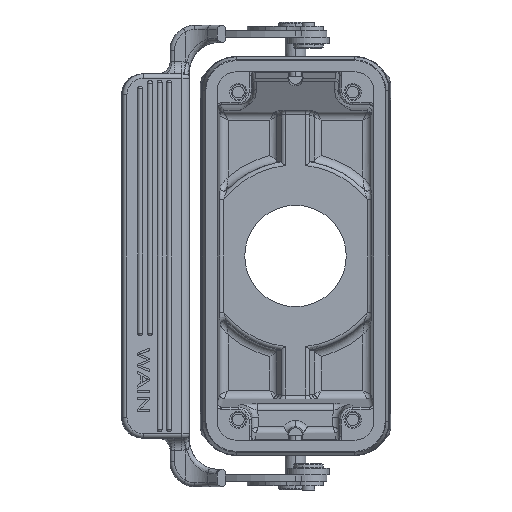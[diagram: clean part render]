
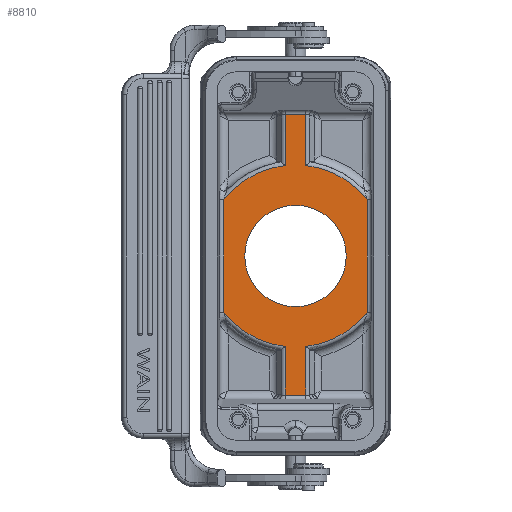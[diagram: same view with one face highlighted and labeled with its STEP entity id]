
A CAD part, front view. The second image highlights one B-rep face of the part: STEP entity #8810.
In plain terms, the highlighted planar face has unit normal (0, -1, 0).
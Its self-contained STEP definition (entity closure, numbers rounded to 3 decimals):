
#7775=PLANE('',#33499);
#8391=FACE_BOUND('',#12482,.T.);
#8392=FACE_BOUND('',#12483,.T.);
#8810=ADVANCED_FACE('',(#8391,#8392),#7775,.F.);
#12482=EDGE_LOOP('',(#16361));
#12483=EDGE_LOOP('',(#16362,#16363,#16364,#16365,#16366,#16367,#16368,#16369,
#16370,#16371,#16372,#16373));
#14179=CIRCLE('',#33493,21.551);
#14180=CIRCLE('',#33495,12.);
#14181=CIRCLE('',#33496,21.551);
#14182=CIRCLE('',#33497,21.551);
#14183=CIRCLE('',#33498,21.551);
#16361=ORIENTED_EDGE('',*,*,#26430,.T.);
#16362=ORIENTED_EDGE('',*,*,#26431,.T.);
#16363=ORIENTED_EDGE('',*,*,#26432,.T.);
#16364=ORIENTED_EDGE('',*,*,#26433,.F.);
#16365=ORIENTED_EDGE('',*,*,#26434,.T.);
#16366=ORIENTED_EDGE('',*,*,#26429,.F.);
#16367=ORIENTED_EDGE('',*,*,#26435,.T.);
#16368=ORIENTED_EDGE('',*,*,#26401,.T.);
#16369=ORIENTED_EDGE('',*,*,#26436,.T.);
#16370=ORIENTED_EDGE('',*,*,#26437,.F.);
#16371=ORIENTED_EDGE('',*,*,#26438,.T.);
#16372=ORIENTED_EDGE('',*,*,#26439,.F.);
#16373=ORIENTED_EDGE('',*,*,#26440,.T.);
#23513=VERTEX_POINT('',#45714);
#23514=VERTEX_POINT('',#45721);
#23529=VERTEX_POINT('',#45903);
#23531=VERTEX_POINT('',#45913);
#23532=VERTEX_POINT('',#45917);
#23533=VERTEX_POINT('',#45919);
#23534=VERTEX_POINT('',#45920);
#23535=VERTEX_POINT('',#45922);
#23536=VERTEX_POINT('',#45924);
#23537=VERTEX_POINT('',#45928);
#23538=VERTEX_POINT('',#45930);
#23539=VERTEX_POINT('',#45932);
#23540=VERTEX_POINT('',#45934);
#26401=EDGE_CURVE('',#23514,#23513,#29847,.T.);
#26429=EDGE_CURVE('',#23531,#23529,#14179,.T.);
#26430=EDGE_CURVE('',#23532,#23532,#14180,.T.);
#26431=EDGE_CURVE('',#23533,#23534,#29853,.T.);
#26432=EDGE_CURVE('',#23534,#23535,#29854,.T.);
#26433=EDGE_CURVE('',#23536,#23535,#14181,.T.);
#26434=EDGE_CURVE('',#23536,#23529,#29855,.T.);
#26435=EDGE_CURVE('',#23531,#23514,#29856,.T.);
#26436=EDGE_CURVE('',#23513,#23537,#29857,.T.);
#26437=EDGE_CURVE('',#23538,#23537,#14182,.T.);
#26438=EDGE_CURVE('',#23538,#23539,#29858,.T.);
#26439=EDGE_CURVE('',#23540,#23539,#14183,.T.);
#26440=EDGE_CURVE('',#23540,#23533,#29859,.T.);
#29847=LINE('',#45720,#31571);
#29853=LINE('',#45918,#31577);
#29854=LINE('',#45921,#31578);
#29855=LINE('',#45925,#31579);
#29856=LINE('',#45926,#31580);
#29857=LINE('',#45927,#31581);
#29858=LINE('',#45931,#31582);
#29859=LINE('',#45935,#31583);
#31571=VECTOR('',#36736,1.);
#31577=VECTOR('',#36772,1.);
#31578=VECTOR('',#36773,1.);
#31579=VECTOR('',#36776,1.);
#31580=VECTOR('',#36777,1.);
#31581=VECTOR('',#36778,1.);
#31582=VECTOR('',#36781,1.);
#31583=VECTOR('',#36784,1.);
#33493=AXIS2_PLACEMENT_3D('',#45914,#36766,#36767);
#33495=AXIS2_PLACEMENT_3D('',#45916,#36770,#36771);
#33496=AXIS2_PLACEMENT_3D('',#45923,#36774,#36775);
#33497=AXIS2_PLACEMENT_3D('',#45929,#36779,#36780);
#33498=AXIS2_PLACEMENT_3D('',#45933,#36782,#36783);
#33499=AXIS2_PLACEMENT_3D('',#45936,#36785,#36786);
#36736=DIRECTION('',(-1.,0.,0.));
#36766=DIRECTION('',(0.,1.,0.));
#36767=DIRECTION('',(0.114,0.,0.993));
#36770=DIRECTION('',(0.,1.,0.));
#36771=DIRECTION('',(0.,0.,1.));
#36772=DIRECTION('',(1.,0.,0.));
#36773=DIRECTION('',(0.,0.,1.));
#36774=DIRECTION('',(0.,1.,0.));
#36775=DIRECTION('',(0.788,0.,-0.616));
#36776=DIRECTION('',(0.,0.,1.));
#36777=DIRECTION('',(0.,0.,1.));
#36778=DIRECTION('',(0.,0.,-1.));
#36779=DIRECTION('',(0.,1.,0.));
#36780=DIRECTION('',(-0.788,0.,0.616));
#36781=DIRECTION('',(0.,0.,-1.));
#36782=DIRECTION('',(0.,1.,0.));
#36783=DIRECTION('',(-0.114,0.,-0.993));
#36784=DIRECTION('',(0.,0.,-1.));
#36785=DIRECTION('',(0.,1.,0.));
#36786=DIRECTION('',(0.,0.,-1.));
#45714=CARTESIAN_POINT('',(-2.465,15.415,33.528));
#45720=CARTESIAN_POINT('',(2.465,15.415,33.528));
#45721=CARTESIAN_POINT('',(2.465,15.415,33.528));
#45903=CARTESIAN_POINT('',(16.978,15.415,13.274));
#45913=CARTESIAN_POINT('',(2.465,15.415,21.41));
#45914=CARTESIAN_POINT('',(0.,15.415,0.));
#45916=CARTESIAN_POINT('',(0.,15.415,0.));
#45917=CARTESIAN_POINT('',(0.,15.415,12.));
#45918=CARTESIAN_POINT('',(-2.465,15.415,-32.897));
#45919=CARTESIAN_POINT('',(-2.465,15.415,-32.897));
#45920=CARTESIAN_POINT('',(2.465,15.415,-32.897));
#45921=CARTESIAN_POINT('',(2.465,15.415,-32.897));
#45922=CARTESIAN_POINT('',(2.465,15.415,-21.41));
#45923=CARTESIAN_POINT('',(0.,15.415,0.));
#45924=CARTESIAN_POINT('',(16.978,15.415,-13.274));
#45925=CARTESIAN_POINT('',(16.978,15.415,-13.274));
#45926=CARTESIAN_POINT('',(2.465,15.415,21.41));
#45927=CARTESIAN_POINT('',(-2.465,15.415,33.528));
#45928=CARTESIAN_POINT('',(-2.465,15.415,21.41));
#45929=CARTESIAN_POINT('',(0.,15.415,0.));
#45930=CARTESIAN_POINT('',(-16.978,15.415,13.274));
#45931=CARTESIAN_POINT('',(-16.978,15.415,13.274));
#45932=CARTESIAN_POINT('',(-16.978,15.415,-13.274));
#45933=CARTESIAN_POINT('',(0.,15.415,0.));
#45934=CARTESIAN_POINT('',(-2.465,15.415,-21.41));
#45935=CARTESIAN_POINT('',(-2.465,15.415,-21.41));
#45936=CARTESIAN_POINT('',(0.,15.415,0.315));
